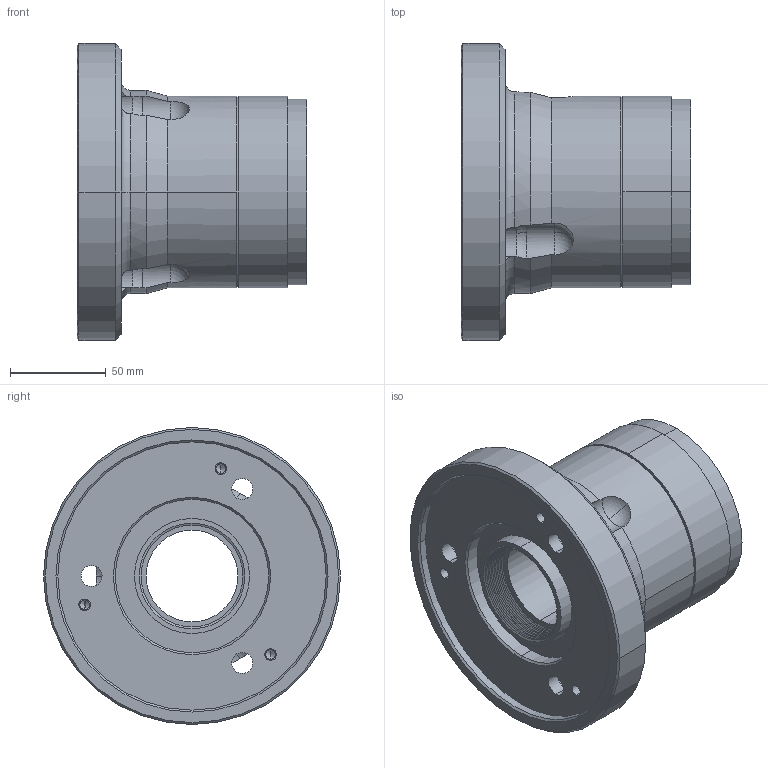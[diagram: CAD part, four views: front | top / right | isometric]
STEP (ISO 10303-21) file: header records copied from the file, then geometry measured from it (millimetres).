
FILE_DESCRIPTION (( 'STEP AP203' ), '1' );
FILE_NAME ('CL-42外觀參考.STEP', '2015-10-30T07:23:23', ( 'temp' ), ( '' ), 'SwSTEP 2.0', 'SolidWorks 2011', '' );
FILE_SCHEMA (( 'CONFIG_CONTROL_DESIGN' ));
Length unit declared in the file: metre
Products named in the file (4): CL-42筒夾本體; CL-42外觀參考; CL-42前蓋; CL-42內部
Assembly tree (3 placements, depth 2):
  CL-42外觀參考
    CL-42內部
    CL-42筒夾本體
    CL-42前蓋
Bounding box: 120 x 155 x 155 mm (x, y, z)
Volume: 828867.7 mm3; surface area: 169057 mm2
Topology: 3 solids, 3 shells, 220 faces, 488 edges, 281 vertices
Faces by surface type: cylinder 91, cone 86, plane 27, sphere 12, torus 4
Entity records: 6654 total; most frequent: CARTESIAN_POINT 1293, DIRECTION 1150, ORIENTED_EDGE 956, EDGE_CURVE 478, AXIS2_PLACEMENT_3D 476, VERTEX_POINT 281, CIRCLE 250, EDGE_LOOP 249
